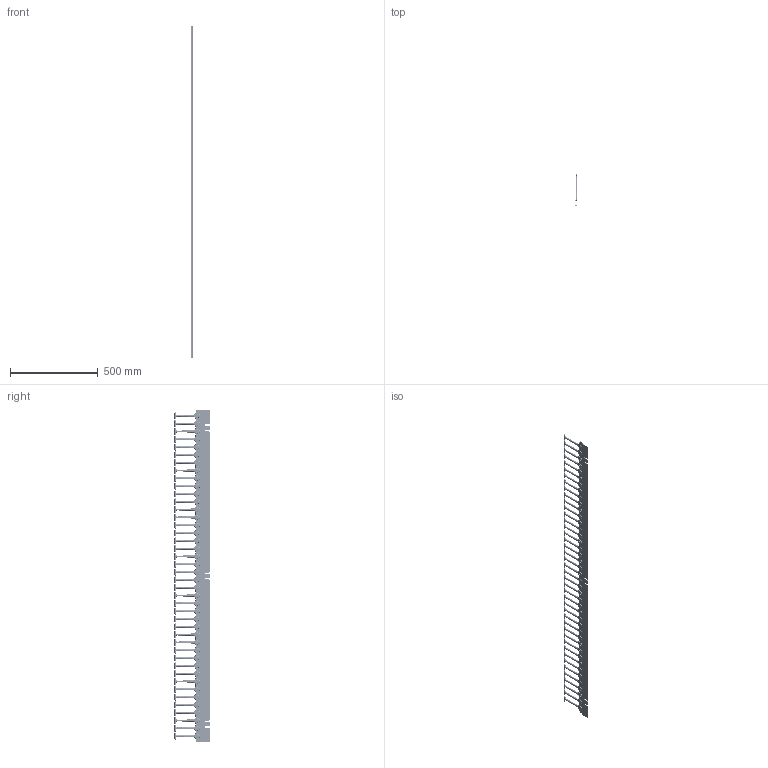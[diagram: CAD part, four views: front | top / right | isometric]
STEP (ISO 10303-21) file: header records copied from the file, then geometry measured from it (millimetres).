
FILE_DESCRIPTION (( 'STEP AP203' ), '1' );
FILE_NAME ('ZP-CM05-45U-V-R ITK by ZPAS Ãðåáåíêà êàáåëüíàÿ âåðòèêàëüíàÿ 45U ÷åð. ÐÔ.STEP', '2024-09-18T13:14:37', ( '' ), ( '' ), 'SwSTEP 2.0', 'SolidWorks 2022', '' );
FILE_SCHEMA (( 'CONFIG_CONTROL_DESIGN' ));
Products named in the file (1): ZP-CM05-45U-V-R ITK by ZPAS Гребенка кабельная вертикальная 45U чер. РФ
Bounding box: 13.9 x 201.1 x 1891 mm (x, y, z)
Volume: 796302.7 mm3; surface area: 759129.1 mm2
Topology: 23 solids, 23 shells, 12204 faces, 32192 edges, 20140 vertices
Faces by surface type: plane 5992, cylinder 3818, bspline 2016, cone 294, torus 84
Entity records: 400456 total; most frequent: CARTESIAN_POINT 126487, ORIENTED_EDGE 64048, DIRECTION 49076, EDGE_CURVE 32024, VERTEX_POINT 20140, VECTOR 20062, LINE 20062, AXIS2_PLACEMENT_3D 14507
